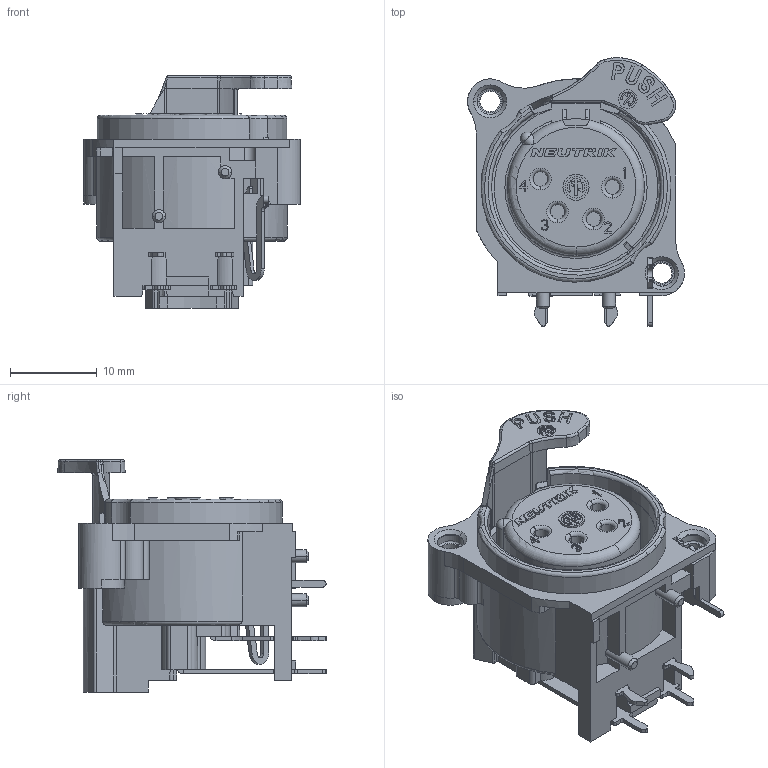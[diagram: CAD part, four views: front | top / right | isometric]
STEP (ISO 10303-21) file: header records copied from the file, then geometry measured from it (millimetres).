
FILE_DESCRIPTION((''),'2;1');
FILE_NAME('30010753','2023-07-04T08:41:48',('SYSTEM'),(''),'CREO PARAMETRIC BY PTC INC, 2021184','CREO PARAMETRIC BY PTC INC, 2021184','');
FILE_SCHEMA(('CONFIG_CONTROL_DESIGN'));
Length unit declared in the file: millimetre
Products named in the file (1): 30010753
Bounding box: 25 x 30.95 x 26.8 mm (x, y, z)
Volume: 5893.1 mm3; surface area: 5986.6 mm2
Topology: 1 solids, 3 shells, 1205 faces, 3387 edges, 2196 vertices
Faces by surface type: plane 740, cylinder 282, torus 59, extrusion 53, cone 44, bspline 22, sphere 5
Entity records: 40288 total; most frequent: CARTESIAN_POINT 9180, ORIENTED_EDGE 6772, DIRECTION 6156, EDGE_CURVE 3386, VECTOR 2254, LINE 2201, VERTEX_POINT 2196, AXIS2_PLACEMENT_3D 1951
